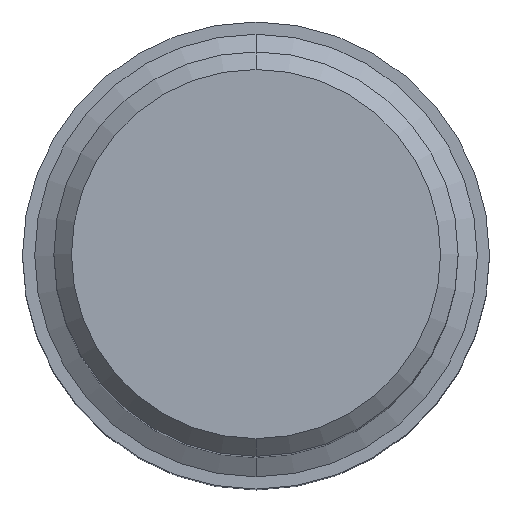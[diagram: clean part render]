
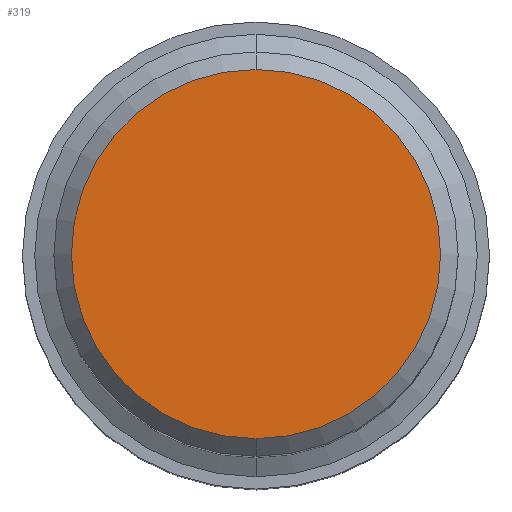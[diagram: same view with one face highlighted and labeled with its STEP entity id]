
A CAD part, top view. The second image highlights one B-rep face of the part: STEP entity #319.
In plain terms, the highlighted planar face has unit normal (0, 0, 1).
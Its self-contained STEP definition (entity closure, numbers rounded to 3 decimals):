
#319=ADVANCED_FACE('',(#677),#678,.T.);
#363=VERTEX_POINT('',#725);
#423=EDGE_CURVE('',#463,#363,#789,.T.);
#463=VERTEX_POINT('',#832);
#481=EDGE_CURVE('',#363,#463,#852,.T.);
#677=FACE_OUTER_BOUND('',#1203,.T.);
#678=PLANE('',#1204);
#725=CARTESIAN_POINT('',(0.0,10.5,0.));
#789=CIRCLE('',#1463,10.5);
#832=CARTESIAN_POINT('',(0.,-10.5,0.));
#852=CIRCLE('',#1612,10.5);
#1203=EDGE_LOOP('',(#1943,#1944));
#1204=AXIS2_PLACEMENT_3D('',#1945,#1946,#1947);
#1463=AXIS2_PLACEMENT_3D('',#2049,#2050,#2051);
#1612=AXIS2_PLACEMENT_3D('',#2124,#2125,#2126);
#1943=ORIENTED_EDGE('',*,*,#481,.F.);
#1944=ORIENTED_EDGE('',*,*,#423,.F.);
#1945=CARTESIAN_POINT('',(0.0,5.25,0.));
#1946=DIRECTION('',(-0.0,0.0,1.0));
#1947=DIRECTION('',(0.0,-1.0,0.0));
#2049=CARTESIAN_POINT('',(0.0,0.0,0.));
#2050=DIRECTION('',(0.0,0.0,-1.0));
#2051=DIRECTION('',(0.0,1.0,0.0));
#2124=CARTESIAN_POINT('',(0.0,0.0,0.));
#2125=DIRECTION('',(0.0,0.0,-1.0));
#2126=DIRECTION('',(0.0,1.0,0.0));
